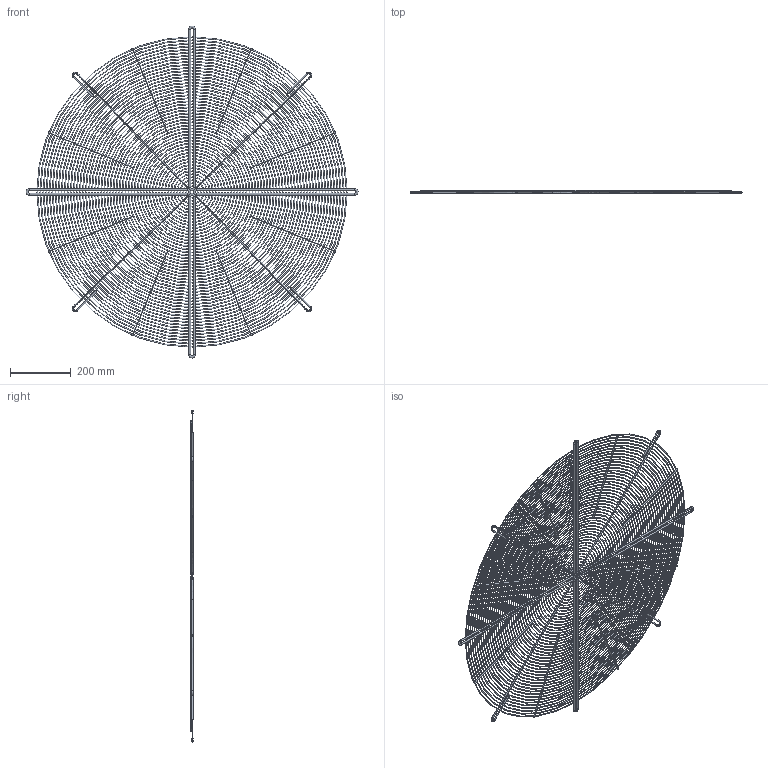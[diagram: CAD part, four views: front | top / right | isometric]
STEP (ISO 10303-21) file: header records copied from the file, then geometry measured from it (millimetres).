
FILE_DESCRIPTION (( 'STEP AP203' ), '1' );
FILE_NAME ('5RE9101_CCR 100.STEP', '2022-02-18T10:32:41', ( '' ), ( '' ), 'SwSTEP 2.0', 'SolidWorks 2018', '' );
FILE_SCHEMA (( 'CONFIG_CONTROL_DESIGN' ));
Length unit declared in the file: mil
Products named in the file (1): 5RE9101_CCR 100
Bounding box: 1090.6 x 8.45 x 1090.6 mm (x, y, z)
Volume: 678628.6 mm3; surface area: 856841 mm2
Topology: 66 solids, 66 shells, 296 faces, 572 edges, 300 vertices
Faces by surface type: torus 216, cylinder 32, plane 24, bspline 24
Entity records: 8529 total; most frequent: CARTESIAN_POINT 2181, DIRECTION 1578, ORIENTED_EDGE 1144, AXIS2_PLACEMENT_3D 769, EDGE_CURVE 572, CIRCLE 496, VERTEX_POINT 300, ADVANCED_FACE 296
